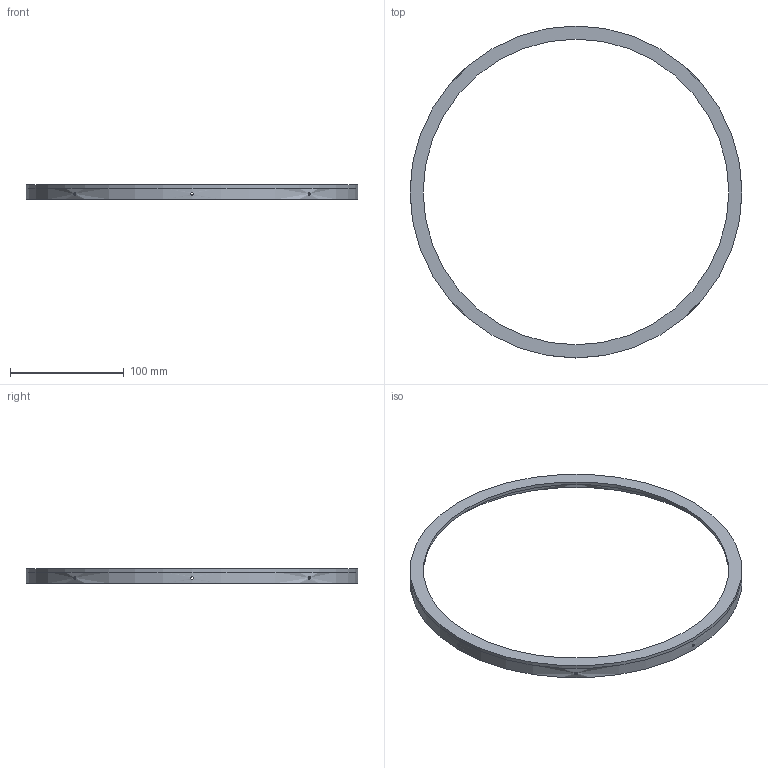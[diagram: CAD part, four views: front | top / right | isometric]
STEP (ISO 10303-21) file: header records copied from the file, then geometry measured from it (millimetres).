
FILE_DESCRIPTION(('Open CASCADE Model'),'2;1');
FILE_NAME('Open CASCADE Shape Model','2021-07-27T10:38:44',('Author'),( 'Open CASCADE'),'Open CASCADE STEP processor 7.5','Open CASCADE 7.5' ,'Unknown');
FILE_SCHEMA(('AUTOMOTIVE_DESIGN { 1 0 10303 214 1 1 1 1 }'));
Length unit declared in the file: millimetre
Products named in the file (3): Open CASCADE STEP translator 7.5 3; Open CASCADE STEP translator 7.5 3.1; Open CASCADE STEP translator 7.5 3.2
Assembly tree (2 placements, depth 2):
  Open CASCADE STEP translator 7.5 3
    Open CASCADE STEP translator 7.5 3.1
    Open CASCADE STEP translator 7.5 3.2
Bounding box: 292 x 292 x 13 mm (x, y, z)
Volume: 45016.1 mm3; surface area: 46868.4 mm2
Topology: 2 solids, 2 shells, 16 faces, 40 edges, 26 vertices
Faces by surface type: cylinder 12, plane 4
Full cylindrical faces by diameter (mm): 2.438 x8, 268.825 x1, 288.825 x1, 292 x2
Entity records: 3565 total; most frequent: CARTESIAN_POINT 2758, DIRECTION 112, ORIENTED_EDGE 80, PCURVE 80, DEFINITIONAL_REPRESENTATION 80, B_SPLINE_CURVE_WITH_KNOTS 54, LINE 50, VECTOR 50
